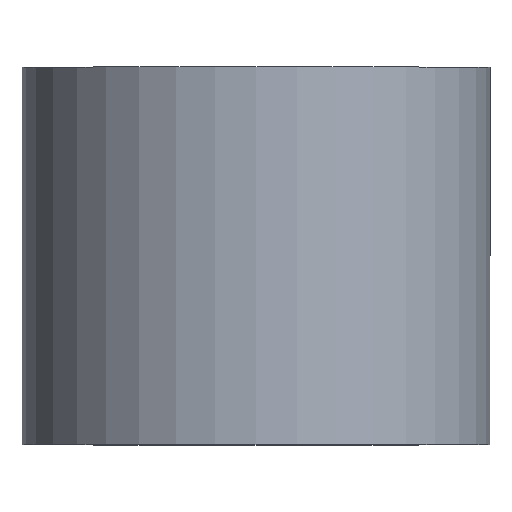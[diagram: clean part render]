
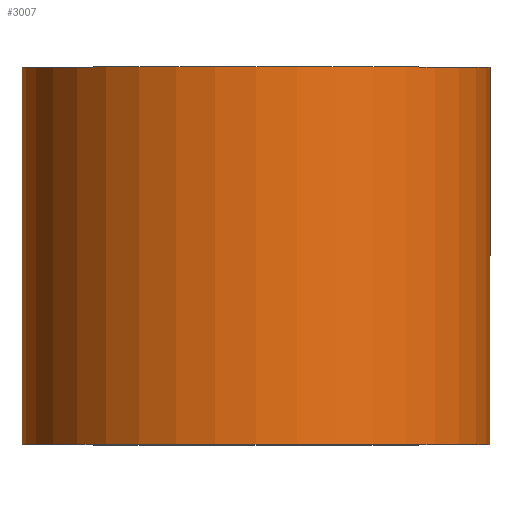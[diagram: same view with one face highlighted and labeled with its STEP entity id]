
A CAD part, top view. The second image highlights one B-rep face of the part: STEP entity #3007.
In plain terms, the highlighted cylindrical face has radius 31 mm (diameter 62 mm), a partial arc.
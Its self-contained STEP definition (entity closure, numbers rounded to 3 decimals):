
#1364 = EDGE_CURVE ( 'NONE', #13627, #5397, #3179, .T. ) ;
#1483 = CARTESIAN_POINT ( 'NONE',  ( 31., 0., 0. ) ) ;
#3007 = ADVANCED_FACE ( 'NONE', ( #8613 ), #11885, .T. ) ;
#3179 = CIRCLE ( 'NONE', #4356, 31. ) ;
#3285 = LINE ( 'NONE', #7096, #5628 ) ;
#3388 = EDGE_LOOP ( 'NONE', ( #6049, #9584, #13810, #10333 ) ) ;
#3486 = DIRECTION ( 'NONE',  ( 0., 1., 0. ) ) ;
#3893 = CARTESIAN_POINT ( 'NONE',  ( -31., 50., 0. ) ) ;
#3904 = VECTOR ( 'NONE', #9018, 1000. ) ;
#4356 = AXIS2_PLACEMENT_3D ( 'NONE', #10278, #3486, #4635 ) ;
#4635 = DIRECTION ( 'NONE',  ( -1., 0., 0. ) ) ;
#4727 = CARTESIAN_POINT ( 'NONE',  ( -31., 0., 0. ) ) ;
#4796 = CARTESIAN_POINT ( 'NONE',  ( 0., 50., 0. ) ) ;
#5292 = CARTESIAN_POINT ( 'NONE',  ( 31., 50., 0. ) ) ;
#5397 = VERTEX_POINT ( 'NONE', #1483 ) ;
#5628 = VECTOR ( 'NONE', #10643, 1000. ) ;
#5978 = DIRECTION ( 'NONE',  ( 0., 1., 0. ) ) ;
#6049 = ORIENTED_EDGE ( 'NONE', *, *, #1364, .T. ) ;
#6071 = DIRECTION ( 'NONE',  ( -1., 0., 0. ) ) ;
#6230 = VERTEX_POINT ( 'NONE', #3893 ) ;
#7096 = CARTESIAN_POINT ( 'NONE',  ( -31., 50., 0. ) ) ;
#7517 = EDGE_CURVE ( 'NONE', #6230, #12689, #9281, .T. ) ;
#7534 = EDGE_CURVE ( 'NONE', #13627, #6230, #3285, .T. ) ;
#8228 = DIRECTION ( 'NONE',  ( -1., 0., 0. ) ) ;
#8613 = FACE_OUTER_BOUND ( 'NONE', #3388, .T. ) ;
#9018 = DIRECTION ( 'NONE',  ( 0., 1., 0. ) ) ;
#9173 = LINE ( 'NONE', #12667, #3904 ) ;
#9281 = CIRCLE ( 'NONE', #11207, 31. ) ;
#9584 = ORIENTED_EDGE ( 'NONE', *, *, #14772, .T. ) ;
#10278 = CARTESIAN_POINT ( 'NONE',  ( 0., 0., 0. ) ) ;
#10333 = ORIENTED_EDGE ( 'NONE', *, *, #7534, .F. ) ;
#10643 = DIRECTION ( 'NONE',  ( 0., 1., 0. ) ) ;
#11207 = AXIS2_PLACEMENT_3D ( 'NONE', #4796, #12988, #6071 ) ;
#11885 = CYLINDRICAL_SURFACE ( 'NONE', #12072, 31. ) ;
#12072 = AXIS2_PLACEMENT_3D ( 'NONE', #12753, #5978, #8228 ) ;
#12667 = CARTESIAN_POINT ( 'NONE',  ( 31., 50., 0. ) ) ;
#12689 = VERTEX_POINT ( 'NONE', #5292 ) ;
#12753 = CARTESIAN_POINT ( 'NONE',  ( 0., 50., 0. ) ) ;
#12988 = DIRECTION ( 'NONE',  ( 0., 1., 0. ) ) ;
#13627 = VERTEX_POINT ( 'NONE', #4727 ) ;
#13810 = ORIENTED_EDGE ( 'NONE', *, *, #7517, .F. ) ;
#14772 = EDGE_CURVE ( 'NONE', #5397, #12689, #9173, .T. ) ;
